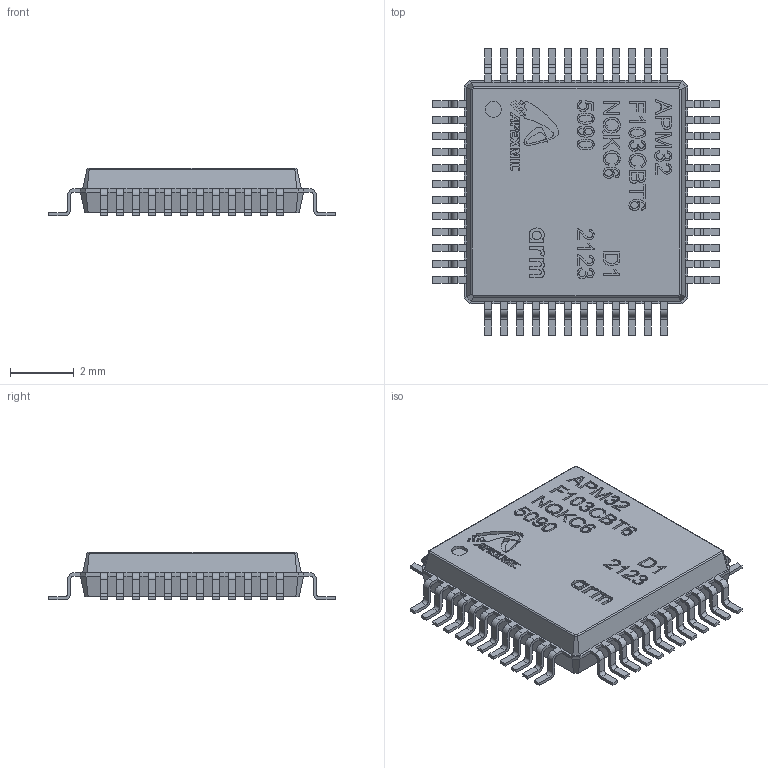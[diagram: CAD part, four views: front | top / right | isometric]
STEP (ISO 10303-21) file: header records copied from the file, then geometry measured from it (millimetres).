
FILE_DESCRIPTION(/* description */ (''),/* implementation_level */ '2;1');
FILE_NAME(/* name */ 'APM32F103CBT6.step',/* time_stamp */ '2022-01-13T15:58:15+07:00',/* author */ (''),/* organization */ (''),/* preprocessor_version */ 'ST-DEVELOPER v18.1',/* originating_system */ 'Autodesk Translation Framework v10.10.0.1391',/* authorisation */ '');
FILE_SCHEMA (('AUTOMOTIVE_DESIGN { 1 0 10303 214 3 1 1 }'));
Products named in the file (1): (Unsaved)
Bounding box: 9 x 9 x 1.5 mm (x, y, z)
Volume: 66.1 mm3; surface area: 188.4 mm2
Topology: 1 solids, 1 shells, 1645 faces, 4513 edges, 2934 vertices
Faces by surface type: plane 897, bspline 535, cylinder 213
Full cylindrical faces by diameter (mm): 0.5 x1
Entity records: 56655 total; most frequent: CARTESIAN_POINT 17748, ORIENTED_EDGE 9026, DIRECTION 6083, EDGE_CURVE 4513, LINE 3025, VECTOR 3025, VERTEX_POINT 2934, EDGE_LOOP 1709
